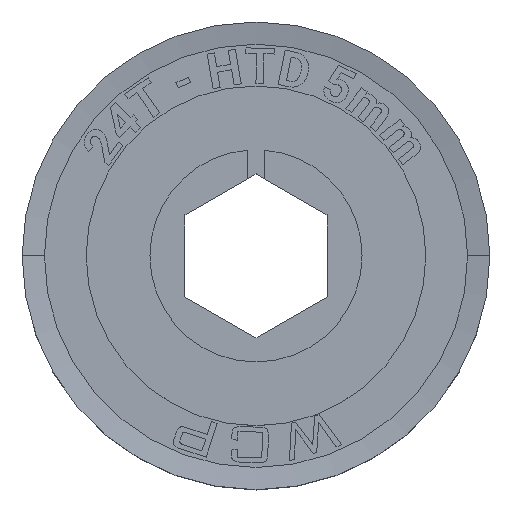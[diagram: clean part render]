
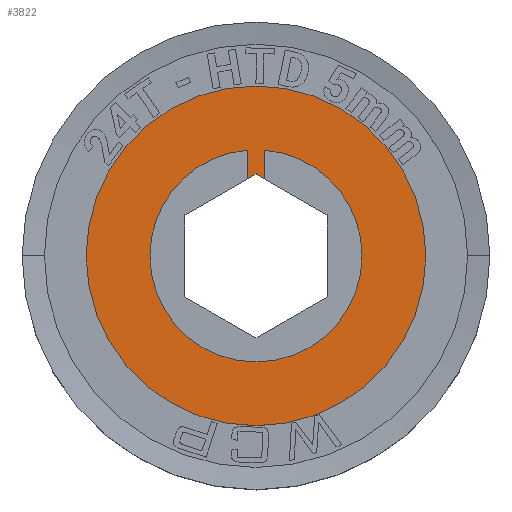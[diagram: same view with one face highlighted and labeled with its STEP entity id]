
A CAD part, top view. The second image highlights one B-rep face of the part: STEP entity #3822.
In plain terms, the highlighted planar face has unit normal (0, 0, 1).
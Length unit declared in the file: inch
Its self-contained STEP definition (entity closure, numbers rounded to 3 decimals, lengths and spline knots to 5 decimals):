
#97 = DIRECTION ( 'NONE',  ( 0., 0., 1. ) ) ;
#210 = VERTEX_POINT ( 'NONE', #22690 ) ;
#238 = VERTEX_POINT ( 'NONE', #18809 ) ;
#350 = EDGE_CURVE ( 'NONE', #19495, #14965, #23894, .T. ) ;
#378 = DIRECTION ( 'NONE',  ( 0.866, 0.5, 0. ) ) ;
#676 = EDGE_CURVE ( 'NONE', #14965, #5900, #15857, .T. ) ;
#779 = AXIS2_PLACEMENT_3D ( 'NONE', #19771, #12491, #16482 ) ;
#1207 = FACE_BOUND ( 'NONE', #24031, .T. ) ;
#1720 = VECTOR ( 'NONE', #7274, 39.37008 ) ;
#1934 = VERTEX_POINT ( 'NONE', #14490 ) ;
#2191 = LINE ( 'NONE', #17011, #2654 ) ;
#2613 = CARTESIAN_POINT ( 'NONE',  ( 0.03125, 0.27179, 0.27141 ) ) ;
#2654 = VECTOR ( 'NONE', #378, 39.37008 ) ;
#2716 = VECTOR ( 'NONE', #20135, 39.37008 ) ;
#2910 = CARTESIAN_POINT ( 'NONE',  ( 0., 0., 0.27141 ) ) ;
#3174 = CARTESIAN_POINT ( 'NONE',  ( -0.03125, 0.3737, 0.27141 ) ) ;
#3287 = ORIENTED_EDGE ( 'NONE', *, *, #17774, .T. ) ;
#3401 = CARTESIAN_POINT ( 'NONE',  ( 0.60039, 0., 0.27141 ) ) ;
#3442 = CARTESIAN_POINT ( 'NONE',  ( 0., 0., 0.27141 ) ) ;
#3515 = CARTESIAN_POINT ( 'NONE',  ( 0.03125, 0.1407, 0.27141 ) ) ;
#3636 = CARTESIAN_POINT ( 'NONE',  ( 0., 0., 0.27141 ) ) ;
#3822 = ADVANCED_FACE ( 'NONE', ( #1207, #14191 ), #16378, .T. ) ;
#3888 = CIRCLE ( 'NONE', #20546, 0.375 ) ;
#3962 = ORIENTED_EDGE ( 'NONE', *, *, #676, .F. ) ;
#3982 = EDGE_CURVE ( 'NONE', #5900, #22669, #3888, .T. ) ;
#4065 = EDGE_CURVE ( 'NONE', #22669, #210, #10094, .T. ) ;
#4202 = ORIENTED_EDGE ( 'NONE', *, *, #20299, .T. ) ;
#4352 = DIRECTION ( 'NONE',  ( 0., 0., 1. ) ) ;
#4622 = AXIS2_PLACEMENT_3D ( 'NONE', #3442, #18724, #12785 ) ;
#5452 = LINE ( 'NONE', #3515, #1720 ) ;
#5900 = VERTEX_POINT ( 'NONE', #7939 ) ;
#6035 = CARTESIAN_POINT ( 'NONE',  ( 0., 0., 0.27141 ) ) ;
#7274 = DIRECTION ( 'NONE',  ( 0., -1., 0. ) ) ;
#7630 = DIRECTION ( 'NONE',  ( 1., 0., 0. ) ) ;
#7939 = CARTESIAN_POINT ( 'NONE',  ( -0.375, 0., 0.27141 ) ) ;
#7988 = CIRCLE ( 'NONE', #23880, 0.60039 ) ;
#8195 = ORIENTED_EDGE ( 'NONE', *, *, #16566, .F. ) ;
#9001 = CARTESIAN_POINT ( 'NONE',  ( 0.375, 0., 0.27141 ) ) ;
#9694 = DIRECTION ( 'NONE',  ( 1., 0., 0. ) ) ;
#10094 = CIRCLE ( 'NONE', #22882, 0.375 ) ;
#11263 = CIRCLE ( 'NONE', #779, 0.60039 ) ;
#12491 = DIRECTION ( 'NONE',  ( 0., 0., 1. ) ) ;
#12501 = DIRECTION ( 'NONE',  ( 1., 0., 0. ) ) ;
#12785 = DIRECTION ( 'NONE',  ( 1., 0., 0. ) ) ;
#13003 = LINE ( 'NONE', #14829, #16945 ) ;
#13430 = ORIENTED_EDGE ( 'NONE', *, *, #3982, .F. ) ;
#14191 = FACE_OUTER_BOUND ( 'NONE', #23164, .T. ) ;
#14490 = CARTESIAN_POINT ( 'NONE',  ( 0., 0.28983, 0.27141 ) ) ;
#14660 = CARTESIAN_POINT ( 'NONE',  ( -0.03125, 0.1407, 0.27141 ) ) ;
#14829 = CARTESIAN_POINT ( 'NONE',  ( 0.251, 0.14491, 0.27141 ) ) ;
#14965 = VERTEX_POINT ( 'NONE', #3174 ) ;
#15333 = EDGE_CURVE ( 'NONE', #238, #19011, #11263, .T. ) ;
#15857 = CIRCLE ( 'NONE', #4622, 0.375 ) ;
#16378 = PLANE ( 'NONE',  #22859 ) ;
#16482 = DIRECTION ( 'NONE',  ( 1., 0., 0. ) ) ;
#16566 = EDGE_CURVE ( 'NONE', #210, #19656, #5452, .T. ) ;
#16841 = DIRECTION ( 'NONE',  ( 1., 0., 0. ) ) ;
#16945 = VECTOR ( 'NONE', #22245, 39.37008 ) ;
#16959 = DIRECTION ( 'NONE',  ( 0., 0., 1. ) ) ;
#17011 = CARTESIAN_POINT ( 'NONE',  ( 0., 0.28983, 0.27141 ) ) ;
#17774 = EDGE_CURVE ( 'NONE', #19011, #238, #7988, .T. ) ;
#17999 = ORIENTED_EDGE ( 'NONE', *, *, #350, .F. ) ;
#18662 = CARTESIAN_POINT ( 'NONE',  ( -0.03125, 0.27179, 0.27141 ) ) ;
#18724 = DIRECTION ( 'NONE',  ( 0., 0., 1. ) ) ;
#18809 = CARTESIAN_POINT ( 'NONE',  ( -0.60039, 0., 0.27141 ) ) ;
#19011 = VERTEX_POINT ( 'NONE', #3401 ) ;
#19495 = VERTEX_POINT ( 'NONE', #18662 ) ;
#19656 = VERTEX_POINT ( 'NONE', #2613 ) ;
#19771 = CARTESIAN_POINT ( 'NONE',  ( 0., 0., 0.27141 ) ) ;
#20135 = DIRECTION ( 'NONE',  ( 0., 1., 0. ) ) ;
#20299 = EDGE_CURVE ( 'NONE', #1934, #19656, #13003, .T. ) ;
#20546 = AXIS2_PLACEMENT_3D ( 'NONE', #3636, #97, #16841 ) ;
#21489 = EDGE_CURVE ( 'NONE', #19495, #1934, #2191, .T. ) ;
#22245 = DIRECTION ( 'NONE',  ( 0.866, -0.5, 0. ) ) ;
#22288 = ORIENTED_EDGE ( 'NONE', *, *, #21489, .T. ) ;
#22315 = CARTESIAN_POINT ( 'NONE',  ( 0., 0., 0.27141 ) ) ;
#22669 = VERTEX_POINT ( 'NONE', #9001 ) ;
#22690 = CARTESIAN_POINT ( 'NONE',  ( 0.03125, 0.3737, 0.27141 ) ) ;
#22859 = AXIS2_PLACEMENT_3D ( 'NONE', #2910, #23543, #12501 ) ;
#22870 = ORIENTED_EDGE ( 'NONE', *, *, #4065, .F. ) ;
#22882 = AXIS2_PLACEMENT_3D ( 'NONE', #6035, #4352, #9694 ) ;
#23164 = EDGE_LOOP ( 'NONE', ( #23713, #3287 ) ) ;
#23543 = DIRECTION ( 'NONE',  ( 0., 0., 1. ) ) ;
#23713 = ORIENTED_EDGE ( 'NONE', *, *, #15333, .T. ) ;
#23880 = AXIS2_PLACEMENT_3D ( 'NONE', #22315, #16959, #7630 ) ;
#23894 = LINE ( 'NONE', #14660, #2716 ) ;
#24031 = EDGE_LOOP ( 'NONE', ( #3962, #17999, #22288, #4202, #8195, #22870, #13430 ) ) ;
